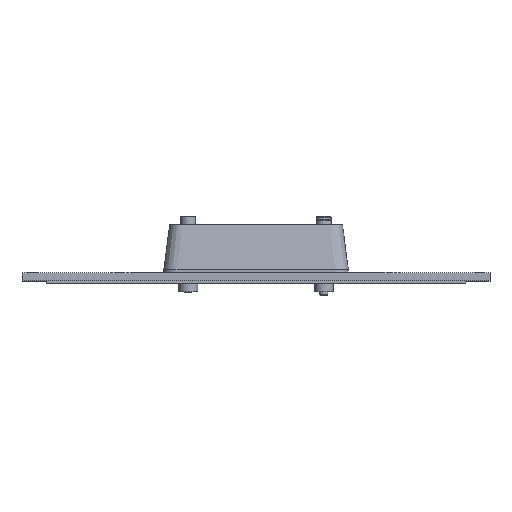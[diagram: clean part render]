
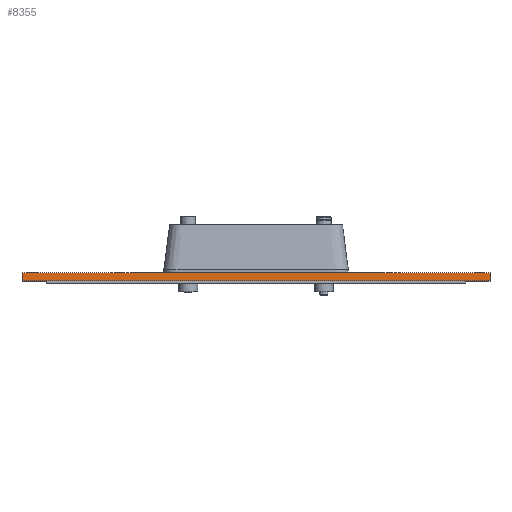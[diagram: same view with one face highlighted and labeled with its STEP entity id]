
A CAD part, top view. The second image highlights one B-rep face of the part: STEP entity #8355.
In plain terms, the highlighted face is planar.
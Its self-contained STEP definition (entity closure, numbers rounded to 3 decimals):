
#682=PLANE('',#9133);
#1118=FACE_OUTER_BOUND('',#1693,.T.);
#1693=EDGE_LOOP('',(#7791,#7792,#7793,#7794));
#2274=LINE('',#14942,#3067);
#2462=LINE('',#15378,#3255);
#2479=LINE('',#15415,#3272);
#2486=LINE('',#15428,#3279);
#3067=VECTOR('',#10881,10.);
#3255=VECTOR('',#11273,10.);
#3272=VECTOR('',#11296,10.);
#3279=VECTOR('',#11315,10.);
#4152=VERTEX_POINT('',#14940);
#4153=VERTEX_POINT('',#14941);
#4298=VERTEX_POINT('',#15376);
#4299=VERTEX_POINT('',#15377);
#5236=EDGE_CURVE('',#4152,#4153,#2274,.T.);
#5453=EDGE_CURVE('',#4298,#4299,#2462,.T.);
#5472=EDGE_CURVE('',#4299,#4152,#2479,.T.);
#5479=EDGE_CURVE('',#4298,#4153,#2486,.T.);
#7791=ORIENTED_EDGE('',*,*,#5453,.F.);
#7792=ORIENTED_EDGE('',*,*,#5479,.T.);
#7793=ORIENTED_EDGE('',*,*,#5236,.F.);
#7794=ORIENTED_EDGE('',*,*,#5472,.F.);
#8355=ADVANCED_FACE('',(#1118),#682,.T.);
#9133=AXIS2_PLACEMENT_3D('',#15429,#11316,#11317);
#10881=DIRECTION('',(1.,0.,0.));
#11273=DIRECTION('',(-1.,0.,0.));
#11296=DIRECTION('',(0.,0.,-1.));
#11315=DIRECTION('',(0.,0.,-1.));
#11316=DIRECTION('center_axis',(0.,1.,0.));
#11317=DIRECTION('ref_axis',(1.,0.,0.));
#14940=CARTESIAN_POINT('',(-86.3,329.05,-34.6));
#14941=CARTESIAN_POINT('',(86.25,329.05,-34.6));
#14942=CARTESIAN_POINT('',(43.112,329.05,-34.6));
#15376=CARTESIAN_POINT('',(86.25,329.05,-31.8));
#15377=CARTESIAN_POINT('',(-86.3,329.05,-31.8));
#15378=CARTESIAN_POINT('',(43.112,329.05,-31.8));
#15415=CARTESIAN_POINT('',(-86.3,329.05,-31.8));
#15428=CARTESIAN_POINT('',(86.25,329.05,-31.8));
#15429=CARTESIAN_POINT('Origin',(-86.3,329.05,-31.8));
